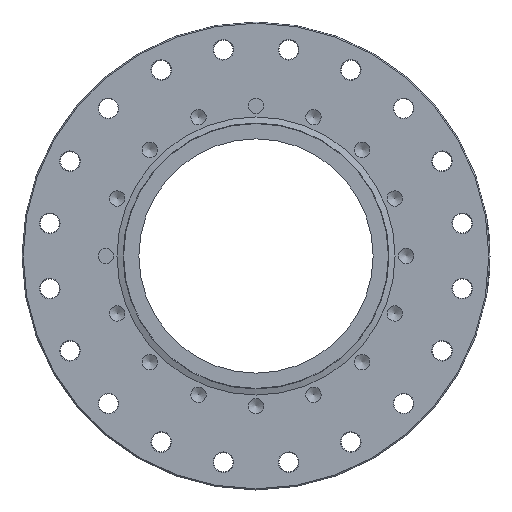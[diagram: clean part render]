
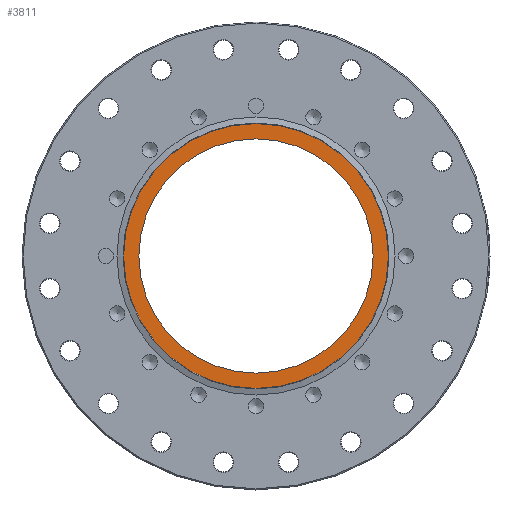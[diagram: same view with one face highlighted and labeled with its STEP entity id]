
A CAD part, front view. The second image highlights one B-rep face of the part: STEP entity #3811.
In plain terms, the highlighted planar face has unit normal (0, -1, 0).
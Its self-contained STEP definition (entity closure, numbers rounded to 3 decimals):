
#279=FACE_BOUND('',#834,.T.);
#314=PLANE('',#4193);
#565=FACE_OUTER_BOUND('',#833,.T.);
#833=EDGE_LOOP('',(#3527,#3528));
#834=EDGE_LOOP('',(#3529,#3530));
#1454=CIRCLE('',#4191,50.8);
#1455=CIRCLE('',#4192,50.8);
#1456=CIRCLE('',#4194,57.43);
#1457=CIRCLE('',#4195,57.43);
#1843=VERTEX_POINT('',#19317);
#1844=VERTEX_POINT('',#19319);
#1845=VERTEX_POINT('',#19323);
#1846=VERTEX_POINT('',#19324);
#2406=EDGE_CURVE('',#1844,#1843,#1454,.T.);
#2407=EDGE_CURVE('',#1843,#1844,#1455,.T.);
#2408=EDGE_CURVE('',#1845,#1846,#1456,.T.);
#2409=EDGE_CURVE('',#1846,#1845,#1457,.T.);
#3527=ORIENTED_EDGE('',*,*,#2408,.F.);
#3528=ORIENTED_EDGE('',*,*,#2409,.F.);
#3529=ORIENTED_EDGE('',*,*,#2406,.T.);
#3530=ORIENTED_EDGE('',*,*,#2407,.T.);
#3811=ADVANCED_FACE('',(#565,#279),#314,.T.);
#4191=AXIS2_PLACEMENT_3D('',#19320,#5117,#5118);
#4192=AXIS2_PLACEMENT_3D('',#19321,#5119,#5120);
#4193=AXIS2_PLACEMENT_3D('',#19322,#5121,#5122);
#4194=AXIS2_PLACEMENT_3D('',#19325,#5123,#5124);
#4195=AXIS2_PLACEMENT_3D('',#19326,#5125,#5126);
#5117=DIRECTION('center_axis',(0.,1.,0.));
#5118=DIRECTION('ref_axis',(1.,0.,0.));
#5119=DIRECTION('center_axis',(0.,1.,0.));
#5120=DIRECTION('ref_axis',(1.,0.,0.));
#5121=DIRECTION('center_axis',(0.,-1.,0.));
#5122=DIRECTION('ref_axis',(0.,0.,-1.));
#5123=DIRECTION('center_axis',(0.,1.,0.));
#5124=DIRECTION('ref_axis',(1.,0.,0.));
#5125=DIRECTION('center_axis',(0.,1.,0.));
#5126=DIRECTION('ref_axis',(1.,0.,0.));
#19317=CARTESIAN_POINT('',(50.8,1.17,0.));
#19319=CARTESIAN_POINT('',(-50.8,1.17,0.));
#19320=CARTESIAN_POINT('Origin',(0.,1.17,0.));
#19321=CARTESIAN_POINT('Origin',(0.,1.17,0.));
#19322=CARTESIAN_POINT('Origin',(-57.43,1.17,0.));
#19323=CARTESIAN_POINT('',(-57.43,1.17,0.));
#19324=CARTESIAN_POINT('',(57.43,1.17,0.));
#19325=CARTESIAN_POINT('Origin',(0.,1.17,0.));
#19326=CARTESIAN_POINT('Origin',(0.,1.17,0.));
